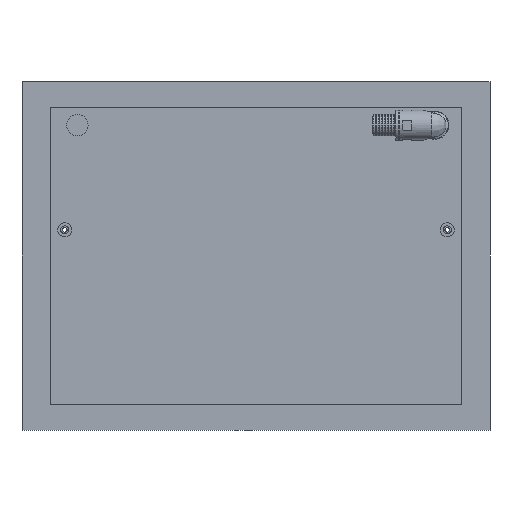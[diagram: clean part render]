
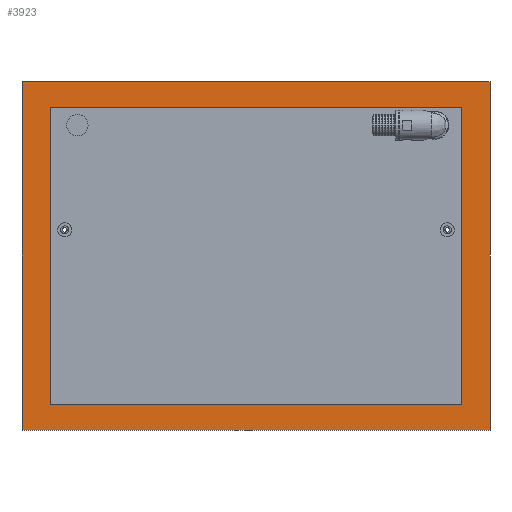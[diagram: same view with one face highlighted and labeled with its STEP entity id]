
A CAD part, front view. The second image highlights one B-rep face of the part: STEP entity #3923.
In plain terms, the highlighted planar face has unit normal (0, -1, 0).
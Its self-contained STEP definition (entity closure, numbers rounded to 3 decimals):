
#186 = VERTEX_POINT ( 'NONE', #4413 ) ;
#321 = VERTEX_POINT ( 'NONE', #2091 ) ;
#355 = DIRECTION ( 'NONE',  ( 0., 0., 1. ) ) ;
#985 = LINE ( 'NONE', #10584, #1057 ) ;
#1057 = VECTOR ( 'NONE', #9649, 1000. ) ;
#1181 = CARTESIAN_POINT ( 'NONE',  ( -232.5, 0., -173. ) ) ;
#1340 = CARTESIAN_POINT ( 'NONE',  ( 204.5, 0., 148. ) ) ;
#1450 = ORIENTED_EDGE ( 'NONE', *, *, #8575, .T. ) ;
#1699 = VECTOR ( 'NONE', #1861, 1000. ) ;
#1755 = FACE_OUTER_BOUND ( 'NONE', #8940, .T. ) ;
#1861 = DIRECTION ( 'NONE',  ( -1., 0., 0. ) ) ;
#2091 = CARTESIAN_POINT ( 'NONE',  ( -232.5, 0., 173. ) ) ;
#2784 = ORIENTED_EDGE ( 'NONE', *, *, #8816, .F. ) ;
#2801 = PLANE ( 'NONE',  #11383 ) ;
#2988 = CARTESIAN_POINT ( 'NONE',  ( -232.5, 0., -173. ) ) ;
#3396 = ORIENTED_EDGE ( 'NONE', *, *, #9065, .F. ) ;
#3524 = VERTEX_POINT ( 'NONE', #9169 ) ;
#3802 = VERTEX_POINT ( 'NONE', #11092 ) ;
#3921 = CARTESIAN_POINT ( 'NONE',  ( -204.5, 0., -148. ) ) ;
#3923 = ADVANCED_FACE ( 'NONE', ( #1755, #12554 ), #2801, .F. ) ;
#4413 = CARTESIAN_POINT ( 'NONE',  ( 232.5, 0., -173. ) ) ;
#4460 = VERTEX_POINT ( 'NONE', #6537 ) ;
#4696 = EDGE_CURVE ( 'NONE', #12112, #3524, #11235, .T. ) ;
#4989 = LINE ( 'NONE', #3921, #10571 ) ;
#5334 = LINE ( 'NONE', #12963, #11435 ) ;
#5587 = CARTESIAN_POINT ( 'NONE',  ( -232.5, 0., 173. ) ) ;
#5965 = ORIENTED_EDGE ( 'NONE', *, *, #10979, .F. ) ;
#6053 = DIRECTION ( 'NONE',  ( -1., 0., 0. ) ) ;
#6066 = DIRECTION ( 'NONE',  ( 0., 0., 1. ) ) ;
#6537 = CARTESIAN_POINT ( 'NONE',  ( 204.5, 0., -148. ) ) ;
#6634 = LINE ( 'NONE', #1181, #9698 ) ;
#6707 = DIRECTION ( 'NONE',  ( 0., 0., 1. ) ) ;
#6714 = ORIENTED_EDGE ( 'NONE', *, *, #9358, .F. ) ;
#7129 = CARTESIAN_POINT ( 'NONE',  ( -232.5, 0., 173. ) ) ;
#7666 = VERTEX_POINT ( 'NONE', #13204 ) ;
#8575 = EDGE_CURVE ( 'NONE', #3524, #7666, #5334, .T. ) ;
#8655 = CARTESIAN_POINT ( 'NONE',  ( -232.5, 0., -173. ) ) ;
#8816 = EDGE_CURVE ( 'NONE', #186, #13392, #9257, .T. ) ;
#8940 = EDGE_LOOP ( 'NONE', ( #3396, #2784, #6714, #5965 ) ) ;
#9065 = EDGE_CURVE ( 'NONE', #13392, #321, #6634, .T. ) ;
#9169 = CARTESIAN_POINT ( 'NONE',  ( -204.5, 0., 148. ) ) ;
#9257 = LINE ( 'NONE', #2988, #1699 ) ;
#9358 = EDGE_CURVE ( 'NONE', #3802, #186, #985, .T. ) ;
#9458 = EDGE_CURVE ( 'NONE', #7666, #4460, #9941, .T. ) ;
#9649 = DIRECTION ( 'NONE',  ( 0., 0., -1. ) ) ;
#9686 = DIRECTION ( 'NONE',  ( 1., 0., 0. ) ) ;
#9698 = VECTOR ( 'NONE', #6707, 1000. ) ;
#9712 = EDGE_CURVE ( 'NONE', #4460, #12112, #4989, .T. ) ;
#9941 = LINE ( 'NONE', #1340, #13533 ) ;
#10109 = CARTESIAN_POINT ( 'NONE',  ( -204.5, 0., 148. ) ) ;
#10153 = LINE ( 'NONE', #5587, #12875 ) ;
#10571 = VECTOR ( 'NONE', #6053, 1000. ) ;
#10581 = ORIENTED_EDGE ( 'NONE', *, *, #4696, .T. ) ;
#10584 = CARTESIAN_POINT ( 'NONE',  ( 232.5, 0., -173. ) ) ;
#10790 = EDGE_LOOP ( 'NONE', ( #10581, #1450, #13497, #12442 ) ) ;
#10979 = EDGE_CURVE ( 'NONE', #321, #3802, #10153, .T. ) ;
#11092 = CARTESIAN_POINT ( 'NONE',  ( 232.5, 0., 173. ) ) ;
#11235 = LINE ( 'NONE', #10109, #12539 ) ;
#11383 = AXIS2_PLACEMENT_3D ( 'NONE', #7129, #11470, #6066 ) ;
#11435 = VECTOR ( 'NONE', #9686, 1000. ) ;
#11470 = DIRECTION ( 'NONE',  ( 0., 1., 0. ) ) ;
#11564 = CARTESIAN_POINT ( 'NONE',  ( -204.5, 0., -148. ) ) ;
#12006 = DIRECTION ( 'NONE',  ( 0., 0., -1. ) ) ;
#12112 = VERTEX_POINT ( 'NONE', #11564 ) ;
#12215 = DIRECTION ( 'NONE',  ( 1., 0., 0. ) ) ;
#12442 = ORIENTED_EDGE ( 'NONE', *, *, #9712, .T. ) ;
#12539 = VECTOR ( 'NONE', #355, 1000. ) ;
#12554 = FACE_BOUND ( 'NONE', #10790, .T. ) ;
#12875 = VECTOR ( 'NONE', #12215, 1000. ) ;
#12963 = CARTESIAN_POINT ( 'NONE',  ( -204.5, 0., 148. ) ) ;
#13204 = CARTESIAN_POINT ( 'NONE',  ( 204.5, 0., 148. ) ) ;
#13392 = VERTEX_POINT ( 'NONE', #8655 ) ;
#13497 = ORIENTED_EDGE ( 'NONE', *, *, #9458, .T. ) ;
#13533 = VECTOR ( 'NONE', #12006, 1000. ) ;
